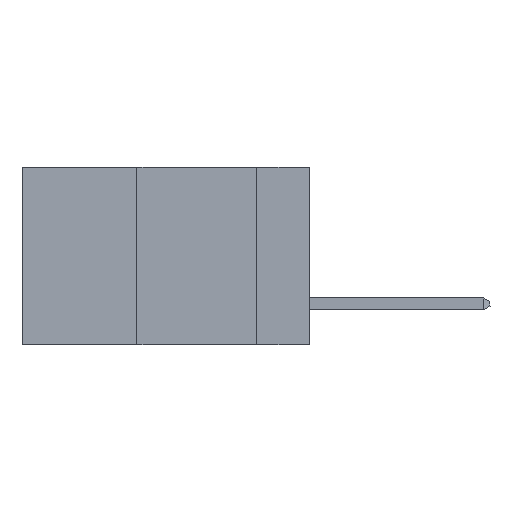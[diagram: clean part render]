
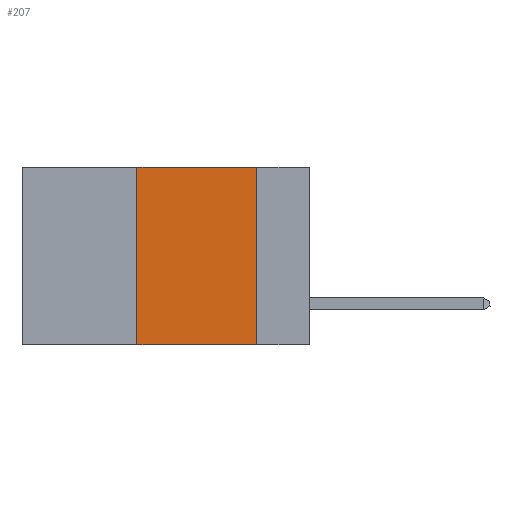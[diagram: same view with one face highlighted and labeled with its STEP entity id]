
A CAD part, left-side view. The second image highlights one B-rep face of the part: STEP entity #207.
In plain terms, the highlighted planar face has unit normal (-1, 0, 0).
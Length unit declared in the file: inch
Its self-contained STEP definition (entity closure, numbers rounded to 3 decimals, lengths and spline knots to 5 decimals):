
#183 = EDGE_CURVE ( 'NONE', #11673, #9899, #4263, .T. ) ;
#207 = ADVANCED_FACE ( 'NONE', ( #6458 ), #9367, .F. ) ;
#531 = ORIENTED_EDGE ( 'NONE', *, *, #183, .F. ) ;
#690 = VECTOR ( 'NONE', #5881, 39.37008 ) ;
#703 = ORIENTED_EDGE ( 'NONE', *, *, #8317, .F. ) ;
#1102 = CARTESIAN_POINT ( 'NONE',  ( 0., 0.6, 0. ) ) ;
#1582 = CARTESIAN_POINT ( 'NONE',  ( 0., 0.36, 0. ) ) ;
#2192 = EDGE_CURVE ( 'NONE', #2487, #11673, #10271, .T. ) ;
#2217 = AXIS2_PLACEMENT_3D ( 'NONE', #1102, #2637, #10686 ) ;
#2402 = CARTESIAN_POINT ( 'NONE',  ( 0., 0.36, 0. ) ) ;
#2487 = VERTEX_POINT ( 'NONE', #1582 ) ;
#2637 = DIRECTION ( 'NONE',  ( 1., 0., 0. ) ) ;
#2940 = EDGE_LOOP ( 'NONE', ( #531, #8128, #703, #6724 ) ) ;
#3355 = DIRECTION ( 'NONE',  ( 0., 0., 1. ) ) ;
#4263 = LINE ( 'NONE', #9478, #8841 ) ;
#4430 = CARTESIAN_POINT ( 'NONE',  ( 0., 0.36, -0.37 ) ) ;
#5543 = CARTESIAN_POINT ( 'NONE',  ( 0., 0.6, 0. ) ) ;
#5881 = DIRECTION ( 'NONE',  ( 0., -1., 0. ) ) ;
#6131 = VECTOR ( 'NONE', #3355, 39.37008 ) ;
#6393 = DIRECTION ( 'NONE',  ( 0., -1., 0. ) ) ;
#6458 = FACE_OUTER_BOUND ( 'NONE', #2940, .T. ) ;
#6724 = ORIENTED_EDGE ( 'NONE', *, *, #11483, .T. ) ;
#7670 = VECTOR ( 'NONE', #6393, 39.37008 ) ;
#8050 = DIRECTION ( 'NONE',  ( 0., 0., -1. ) ) ;
#8128 = ORIENTED_EDGE ( 'NONE', *, *, #2192, .F. ) ;
#8317 = EDGE_CURVE ( 'NONE', #9299, #2487, #10837, .T. ) ;
#8466 = CARTESIAN_POINT ( 'NONE',  ( 0., 0.11, 0. ) ) ;
#8841 = VECTOR ( 'NONE', #8050, 39.37008 ) ;
#9299 = VERTEX_POINT ( 'NONE', #4430 ) ;
#9367 = PLANE ( 'NONE',  #2217 ) ;
#9429 = LINE ( 'NONE', #11624, #7670 ) ;
#9478 = CARTESIAN_POINT ( 'NONE',  ( 0., 0.11, 0. ) ) ;
#9899 = VERTEX_POINT ( 'NONE', #10706 ) ;
#10271 = LINE ( 'NONE', #5543, #690 ) ;
#10686 = DIRECTION ( 'NONE',  ( 0., 0., -1. ) ) ;
#10706 = CARTESIAN_POINT ( 'NONE',  ( 0., 0.11, -0.37 ) ) ;
#10837 = LINE ( 'NONE', #2402, #6131 ) ;
#11483 = EDGE_CURVE ( 'NONE', #9299, #9899, #9429, .T. ) ;
#11624 = CARTESIAN_POINT ( 'NONE',  ( 0., 0.6, -0.37 ) ) ;
#11673 = VERTEX_POINT ( 'NONE', #8466 ) ;
